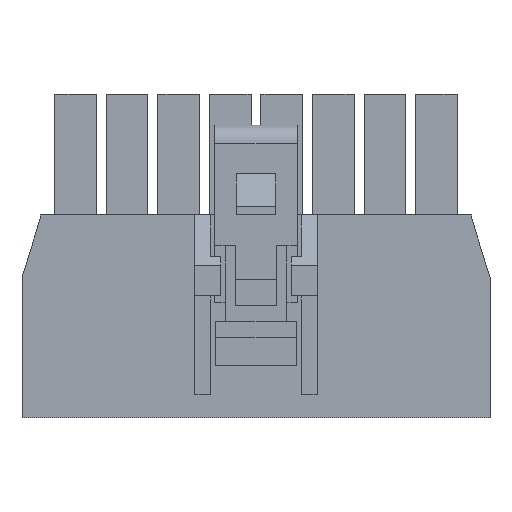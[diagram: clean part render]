
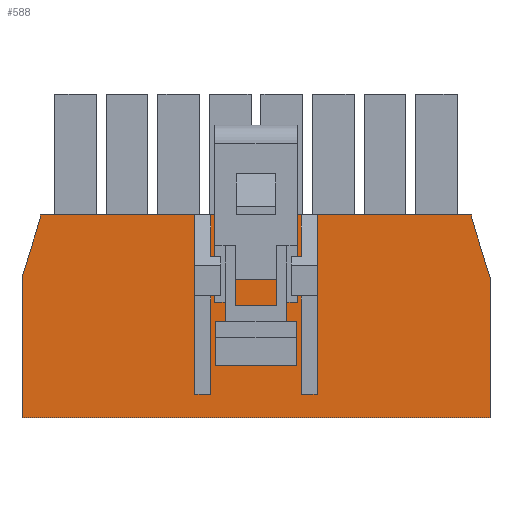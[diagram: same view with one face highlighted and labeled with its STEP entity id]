
A CAD part, front view. The second image highlights one B-rep face of the part: STEP entity #588.
In plain terms, the highlighted planar face has unit normal (0, -1, 0).
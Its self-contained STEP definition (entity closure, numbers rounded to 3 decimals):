
#65=FACE_OUTER_BOUND('',#1768,.T.);
#588=ADVANCED_FACE('',(#65),#1129,.T.);
#1129=PLANE('',#10643);
#1768=EDGE_LOOP('',(#2642,#2643,#2644,#2645,#2646,#2647,#2648,#2649,#2650,
#2651,#2652,#2653,#2654,#2655,#2656,#2657,#2658,#2659,#2660,#2661));
#2642=ORIENTED_EDGE('',*,*,#6525,.T.);
#2643=ORIENTED_EDGE('',*,*,#6548,.F.);
#2644=ORIENTED_EDGE('',*,*,#6262,.T.);
#2645=ORIENTED_EDGE('',*,*,#6549,.F.);
#2646=ORIENTED_EDGE('',*,*,#6550,.T.);
#2647=ORIENTED_EDGE('',*,*,#6551,.T.);
#2648=ORIENTED_EDGE('',*,*,#6258,.T.);
#2649=ORIENTED_EDGE('',*,*,#6552,.T.);
#2650=ORIENTED_EDGE('',*,*,#6523,.T.);
#2651=ORIENTED_EDGE('',*,*,#6553,.T.);
#2652=ORIENTED_EDGE('',*,*,#6270,.T.);
#2653=ORIENTED_EDGE('',*,*,#6554,.T.);
#2654=ORIENTED_EDGE('',*,*,#6555,.T.);
#2655=ORIENTED_EDGE('',*,*,#6556,.T.);
#2656=ORIENTED_EDGE('',*,*,#6453,.T.);
#2657=ORIENTED_EDGE('',*,*,#6557,.T.);
#2658=ORIENTED_EDGE('',*,*,#6558,.T.);
#2659=ORIENTED_EDGE('',*,*,#6559,.T.);
#2660=ORIENTED_EDGE('',*,*,#6266,.T.);
#2661=ORIENTED_EDGE('',*,*,#6560,.F.);
#5278=VERTEX_POINT('',#13798);
#5279=VERTEX_POINT('',#13799);
#5282=VERTEX_POINT('',#13805);
#5283=VERTEX_POINT('',#13807);
#5286=VERTEX_POINT('',#13813);
#5287=VERTEX_POINT('',#13815);
#5290=VERTEX_POINT('',#13821);
#5291=VERTEX_POINT('',#13823);
#5471=VERTEX_POINT('',#14188);
#5472=VERTEX_POINT('',#14190);
#5532=VERTEX_POINT('',#14326);
#5534=VERTEX_POINT('',#14330);
#5535=VERTEX_POINT('',#14334);
#5537=VERTEX_POINT('',#14337);
#5553=VERTEX_POINT('',#14383);
#5554=VERTEX_POINT('',#14385);
#5555=VERTEX_POINT('',#14390);
#5556=VERTEX_POINT('',#14392);
#5557=VERTEX_POINT('',#14395);
#5558=VERTEX_POINT('',#14397);
#6258=EDGE_CURVE('',#5278,#5279,#7729,.T.);
#6262=EDGE_CURVE('',#5283,#5282,#7733,.T.);
#6266=EDGE_CURVE('',#5287,#5286,#7737,.T.);
#6270=EDGE_CURVE('',#5291,#5290,#7741,.T.);
#6453=EDGE_CURVE('',#5472,#5471,#7924,.T.);
#6523=EDGE_CURVE('',#5532,#5534,#7994,.T.);
#6525=EDGE_CURVE('',#5537,#5535,#7996,.T.);
#6548=EDGE_CURVE('',#5283,#5535,#8019,.T.);
#6549=EDGE_CURVE('',#5553,#5282,#8020,.T.);
#6550=EDGE_CURVE('',#5553,#5554,#8021,.T.);
#6551=EDGE_CURVE('',#5554,#5278,#8022,.T.);
#6552=EDGE_CURVE('',#5279,#5532,#8023,.T.);
#6553=EDGE_CURVE('',#5534,#5291,#8024,.T.);
#6554=EDGE_CURVE('',#5290,#5555,#8025,.T.);
#6555=EDGE_CURVE('',#5555,#5556,#8026,.T.);
#6556=EDGE_CURVE('',#5556,#5472,#8027,.T.);
#6557=EDGE_CURVE('',#5471,#5557,#8028,.T.);
#6558=EDGE_CURVE('',#5557,#5558,#8029,.T.);
#6559=EDGE_CURVE('',#5558,#5287,#8030,.T.);
#6560=EDGE_CURVE('',#5537,#5286,#8031,.T.);
#7729=LINE('',#13797,#9190);
#7733=LINE('',#13806,#9194);
#7737=LINE('',#13814,#9198);
#7741=LINE('',#13822,#9202);
#7924=LINE('',#14189,#9385);
#7994=LINE('',#14331,#9455);
#7996=LINE('',#14336,#9457);
#8019=LINE('',#14381,#9480);
#8020=LINE('',#14382,#9481);
#8021=LINE('',#14384,#9482);
#8022=LINE('',#14386,#9483);
#8023=LINE('',#14387,#9484);
#8024=LINE('',#14388,#9485);
#8025=LINE('',#14389,#9486);
#8026=LINE('',#14391,#9487);
#8027=LINE('',#14393,#9488);
#8028=LINE('',#14394,#9489);
#8029=LINE('',#14396,#9490);
#8030=LINE('',#14398,#9491);
#8031=LINE('',#14399,#9492);
#9190=VECTOR('',#11205,1.);
#9194=VECTOR('',#11209,1.);
#9198=VECTOR('',#11213,1.);
#9202=VECTOR('',#11217,1.);
#9385=VECTOR('',#11406,1.);
#9455=VECTOR('',#11494,1.);
#9457=VECTOR('',#11498,1.);
#9480=VECTOR('',#11533,1.);
#9481=VECTOR('',#11534,1.);
#9482=VECTOR('',#11535,1.);
#9483=VECTOR('',#11536,1.);
#9484=VECTOR('',#11537,1.);
#9485=VECTOR('',#11538,1.);
#9486=VECTOR('',#11539,1.);
#9487=VECTOR('',#11540,1.);
#9488=VECTOR('',#11541,1.);
#9489=VECTOR('',#11542,1.);
#9490=VECTOR('',#11543,1.);
#9491=VECTOR('',#11544,1.);
#9492=VECTOR('',#11545,1.);
#10643=AXIS2_PLACEMENT_3D('',#14400,#11546,#11547);
#11205=DIRECTION('',(-1.,0.,0.));
#11209=DIRECTION('',(-1.,0.,0.));
#11213=DIRECTION('',(-1.,0.,0.));
#11217=DIRECTION('',(-1.,0.,0.));
#11406=DIRECTION('',(1.,0.,0.));
#11494=DIRECTION('',(-1.,0.,0.));
#11498=DIRECTION('',(-1.,0.,0.));
#11533=DIRECTION('',(0.,0.,-1.));
#11534=DIRECTION('',(0.,0.,-1.));
#11535=DIRECTION('',(-1.,0.,0.));
#11536=DIRECTION('',(0.,0.,-1.));
#11537=DIRECTION('',(0.,0.,-1.));
#11538=DIRECTION('',(0.,0.,1.));
#11539=DIRECTION('',(0.,0.,-1.));
#11540=DIRECTION('',(-0.294,0.,-0.956));
#11541=DIRECTION('',(0.,0.,-1.));
#11542=DIRECTION('',(0.,0.,1.));
#11543=DIRECTION('',(-0.294,0.,0.956));
#11544=DIRECTION('',(0.,0.,1.));
#11545=DIRECTION('',(0.,0.,1.));
#11546=DIRECTION('',(0.,-1.,0.));
#11547=DIRECTION('',(0.,0.,-1.));
#13797=CARTESIAN_POINT('',(-1.593,8.89,-5.615));
#13798=CARTESIAN_POINT('',(-1.393,8.89,-5.615));
#13799=CARTESIAN_POINT('',(-1.593,8.89,-5.615));
#13805=CARTESIAN_POINT('',(2.607,8.89,-5.615));
#13806=CARTESIAN_POINT('',(-1.593,8.89,-5.615));
#13807=CARTESIAN_POINT('',(2.807,8.89,-5.615));
#13813=CARTESIAN_POINT('',(3.577,8.89,-5.615));
#13814=CARTESIAN_POINT('',(11.077,8.89,-5.615));
#13815=CARTESIAN_POINT('',(11.077,8.89,-5.615));
#13821=CARTESIAN_POINT('',(-9.863,8.89,-5.615));
#13822=CARTESIAN_POINT('',(11.077,8.89,-5.615));
#13823=CARTESIAN_POINT('',(-2.363,8.89,-5.615));
#14188=CARTESIAN_POINT('',(11.957,8.89,-15.465));
#14189=CARTESIAN_POINT('',(-9.863,8.89,-15.465));
#14190=CARTESIAN_POINT('',(-10.743,8.89,-15.465));
#14326=CARTESIAN_POINT('',(-1.593,8.89,-14.315));
#14330=CARTESIAN_POINT('',(-2.363,8.89,-14.315));
#14331=CARTESIAN_POINT('',(3.577,8.89,-14.315));
#14334=CARTESIAN_POINT('',(2.807,8.89,-14.315));
#14336=CARTESIAN_POINT('',(3.577,8.89,-14.315));
#14337=CARTESIAN_POINT('',(3.577,8.89,-14.315));
#14381=CARTESIAN_POINT('',(2.807,8.89,-4.745));
#14382=CARTESIAN_POINT('',(2.607,8.89,-2.665));
#14383=CARTESIAN_POINT('',(2.607,8.89,-2.665));
#14384=CARTESIAN_POINT('',(2.607,8.89,-2.665));
#14385=CARTESIAN_POINT('',(-1.393,8.89,-2.665));
#14386=CARTESIAN_POINT('',(-1.393,8.89,-2.665));
#14387=CARTESIAN_POINT('',(-1.593,8.89,-4.745));
#14388=CARTESIAN_POINT('',(-2.363,8.89,-14.315));
#14389=CARTESIAN_POINT('',(-9.863,8.89,-5.615));
#14390=CARTESIAN_POINT('',(-9.863,8.89,-5.805));
#14391=CARTESIAN_POINT('',(-9.863,8.89,-5.805));
#14392=CARTESIAN_POINT('',(-10.743,8.89,-8.665));
#14393=CARTESIAN_POINT('',(-10.743,8.89,-8.665));
#14394=CARTESIAN_POINT('',(11.957,8.89,-15.465));
#14395=CARTESIAN_POINT('',(11.957,8.89,-8.665));
#14396=CARTESIAN_POINT('',(11.957,8.89,-8.665));
#14397=CARTESIAN_POINT('',(11.077,8.89,-5.805));
#14398=CARTESIAN_POINT('',(11.077,8.89,-15.465));
#14399=CARTESIAN_POINT('',(3.577,8.89,-14.315));
#14400=CARTESIAN_POINT('',(0.,8.89,0.));
